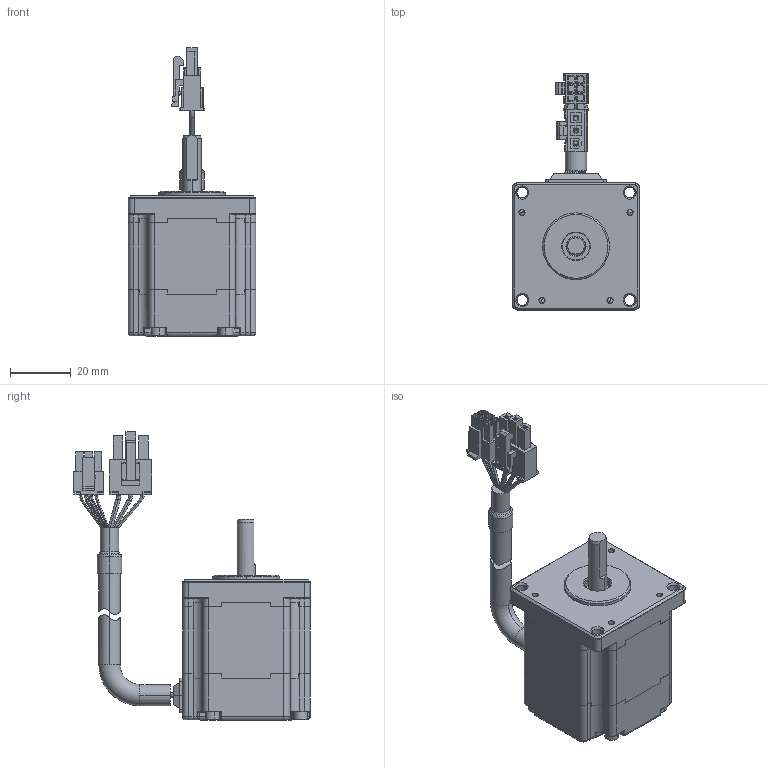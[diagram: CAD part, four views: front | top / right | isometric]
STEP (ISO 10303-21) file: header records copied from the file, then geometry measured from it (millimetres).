
FILE_DESCRIPTION (( 'STEP AP203' ), '1' );
FILE_NAME ('42BL30L2.STEP', '2013-05-16T00:59:05', ( '' ), ( '' ), 'SwSTEP 2.0', 'SolidWorks 2007', '' );
FILE_SCHEMA (( 'CONFIG_CONTROL_DESIGN' ));
Products named in the file (1): 42BL30L2
Bounding box: 42 x 77.75 x 94.81 mm (x, y, z)
Surface area: 18418.5 mm2 (no closed solid volume)
Topology: 0 solids, 115 shells, 895 faces, 4762 edges, 3897 vertices
Faces by surface type: plane 527, cylinder 177, bspline 90, torus 72, cone 25, sphere 4
Entity records: 64548 total; most frequent: CARTESIAN_POINT 30475, ORIENTED_EDGE 6347, DIRECTION 5882, EDGE_CURVE 4739, VERTEX_POINT 3897, VECTOR 2898, LINE 2898, AXIS2_PLACEMENT_3D 1492
